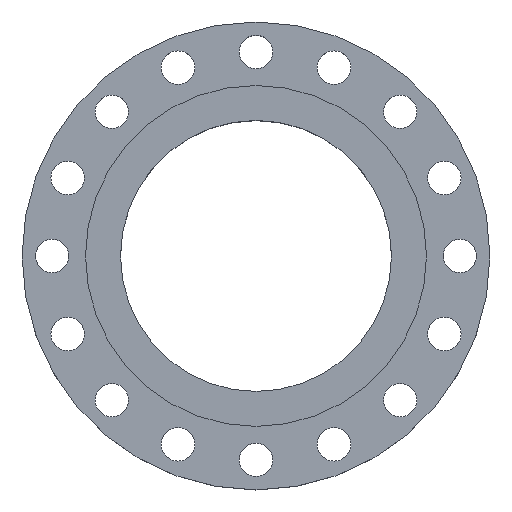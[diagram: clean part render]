
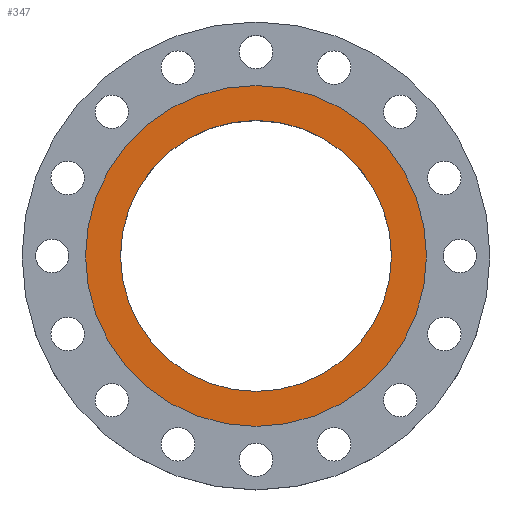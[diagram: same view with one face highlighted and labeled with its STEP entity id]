
A CAD part, top view. The second image highlights one B-rep face of the part: STEP entity #347.
In plain terms, the highlighted planar face has unit normal (0, 0, 1).
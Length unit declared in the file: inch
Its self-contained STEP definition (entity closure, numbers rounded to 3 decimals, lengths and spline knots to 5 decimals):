
#41 = AXIS2_PLACEMENT_3D ( 'NONE', #145, #1651, #1207 ) ;
#76 = EDGE_CURVE ( 'NONE', #1558, #1440, #776, .T. ) ;
#85 = DIRECTION ( 'NONE',  ( 1., 0., 0. ) ) ;
#93 = CIRCLE ( 'NONE', #172, 6.375 ) ;
#100 = DIRECTION ( 'NONE',  ( 0., 0., 1. ) ) ;
#145 = CARTESIAN_POINT ( 'NONE',  ( 0., 0., 0. ) ) ;
#166 = DIRECTION ( 'NONE',  ( 0., 0., -1. ) ) ;
#172 = AXIS2_PLACEMENT_3D ( 'NONE', #1678, #1418, #85 ) ;
#232 = AXIS2_PLACEMENT_3D ( 'NONE', #1366, #166, #1225 ) ;
#287 = AXIS2_PLACEMENT_3D ( 'NONE', #1589, #100, #381 ) ;
#292 = FACE_BOUND ( 'NONE', #1400, .T. ) ;
#347 = ADVANCED_FACE ( 'NONE', ( #292, #810 ), #944, .F. ) ;
#381 = DIRECTION ( 'NONE',  ( 1., 0., 0. ) ) ;
#473 = EDGE_CURVE ( 'NONE', #1230, #1038, #1431, .T. ) ;
#547 = CARTESIAN_POINT ( 'NONE',  ( 0., 0., 0. ) ) ;
#776 = CIRCLE ( 'NONE', #798, 6.375 ) ;
#798 = AXIS2_PLACEMENT_3D ( 'NONE', #547, #1078, #955 ) ;
#810 = FACE_OUTER_BOUND ( 'NONE', #1273, .T. ) ;
#916 = CIRCLE ( 'NONE', #41, 5.068 ) ;
#944 = PLANE ( 'NONE',  #232 ) ;
#955 = DIRECTION ( 'NONE',  ( 1., 0., 0. ) ) ;
#988 = ORIENTED_EDGE ( 'NONE', *, *, #473, .F. ) ;
#1038 = VERTEX_POINT ( 'NONE', #1222 ) ;
#1065 = EDGE_CURVE ( 'NONE', #1038, #1230, #916, .T. ) ;
#1078 = DIRECTION ( 'NONE',  ( 0., 0., 1. ) ) ;
#1107 = CARTESIAN_POINT ( 'NONE',  ( 6.375, 0., 0. ) ) ;
#1125 = CARTESIAN_POINT ( 'NONE',  ( -6.375, 0., 0. ) ) ;
#1137 = ORIENTED_EDGE ( 'NONE', *, *, #1564, .T. ) ;
#1207 = DIRECTION ( 'NONE',  ( 1., 0., 0. ) ) ;
#1222 = CARTESIAN_POINT ( 'NONE',  ( -5.068, 0., 0. ) ) ;
#1225 = DIRECTION ( 'NONE',  ( -1., 0., 0. ) ) ;
#1230 = VERTEX_POINT ( 'NONE', #1632 ) ;
#1273 = EDGE_LOOP ( 'NONE', ( #1137, #1432 ) ) ;
#1289 = ORIENTED_EDGE ( 'NONE', *, *, #1065, .F. ) ;
#1366 = CARTESIAN_POINT ( 'NONE',  ( 0., 5.068, 0. ) ) ;
#1400 = EDGE_LOOP ( 'NONE', ( #988, #1289 ) ) ;
#1418 = DIRECTION ( 'NONE',  ( 0., 0., 1. ) ) ;
#1431 = CIRCLE ( 'NONE', #287, 5.068 ) ;
#1432 = ORIENTED_EDGE ( 'NONE', *, *, #76, .T. ) ;
#1440 = VERTEX_POINT ( 'NONE', #1107 ) ;
#1558 = VERTEX_POINT ( 'NONE', #1125 ) ;
#1564 = EDGE_CURVE ( 'NONE', #1440, #1558, #93, .T. ) ;
#1589 = CARTESIAN_POINT ( 'NONE',  ( 0., 0., 0. ) ) ;
#1632 = CARTESIAN_POINT ( 'NONE',  ( 5.068, 0., 0. ) ) ;
#1651 = DIRECTION ( 'NONE',  ( 0., 0., 1. ) ) ;
#1678 = CARTESIAN_POINT ( 'NONE',  ( 0., 0., 0. ) ) ;
